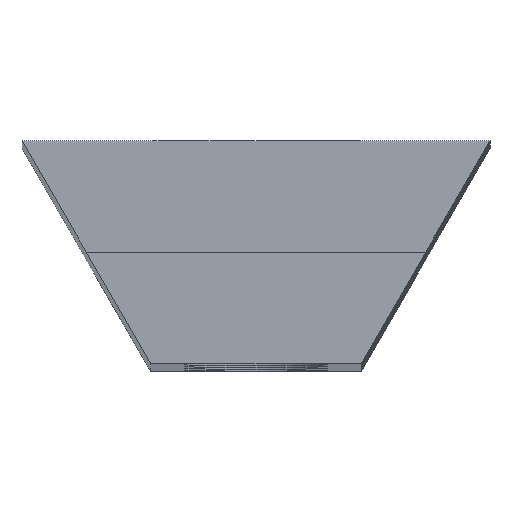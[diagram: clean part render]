
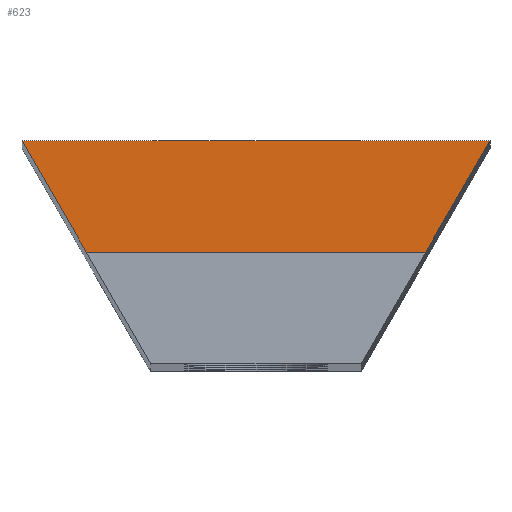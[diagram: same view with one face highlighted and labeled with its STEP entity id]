
A CAD part, top view. The second image highlights one B-rep face of the part: STEP entity #623.
In plain terms, the highlighted planar face has unit normal (0, 0, 1).
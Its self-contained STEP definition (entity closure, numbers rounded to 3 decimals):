
#39 = CARTESIAN_POINT ( 'NONE',  ( 10.5, 5., 101.6 ) ) ;
#87 = ORIENTED_EDGE ( 'NONE', *, *, #1113, .F. ) ;
#105 = VECTOR ( 'NONE', #1196, 1000. ) ;
#107 = VECTOR ( 'NONE', #1769, 1000. ) ;
#116 = AXIS2_PLACEMENT_3D ( 'NONE', #39, #1187, #199 ) ;
#180 = EDGE_CURVE ( 'NONE', #326, #1524, #557, .T. ) ;
#199 = DIRECTION ( 'NONE',  ( -1., 0., 0. ) ) ;
#245 = DIRECTION ( 'NONE',  ( 0.5, -0.866, 0. ) ) ;
#326 = VERTEX_POINT ( 'NONE', #1458 ) ;
#383 = CARTESIAN_POINT ( 'NONE',  ( 10.5, 5., 101.6 ) ) ;
#418 = CARTESIAN_POINT ( 'NONE',  ( -4.726, 0., 101.6 ) ) ;
#500 = ORIENTED_EDGE ( 'NONE', *, *, #1567, .T. ) ;
#509 = LINE ( 'NONE', #1036, #105 ) ;
#557 = LINE ( 'NONE', #1426, #107 ) ;
#565 = ORIENTED_EDGE ( 'NONE', *, *, #180, .T. ) ;
#584 = VECTOR ( 'NONE', #245, 1000. ) ;
#623 = ADVANCED_FACE ( 'NONE', ( #1141 ), #1521, .F. ) ;
#674 = EDGE_CURVE ( 'NONE', #1229, #326, #509, .T. ) ;
#823 = EDGE_LOOP ( 'NONE', ( #565, #500, #87, #1709 ) ) ;
#853 = LINE ( 'NONE', #383, #1741 ) ;
#1009 = VERTEX_POINT ( 'NONE', #1999 ) ;
#1036 = CARTESIAN_POINT ( 'NONE',  ( 10.5, 10., 101.6 ) ) ;
#1113 = EDGE_CURVE ( 'NONE', #1229, #1009, #853, .T. ) ;
#1141 = FACE_OUTER_BOUND ( 'NONE', #823, .T. ) ;
#1187 = DIRECTION ( 'NONE',  ( 0., 0., -1. ) ) ;
#1196 = DIRECTION ( 'NONE',  ( 0.5, 0.866, 0. ) ) ;
#1229 = VERTEX_POINT ( 'NONE', #1733 ) ;
#1426 = CARTESIAN_POINT ( 'NONE',  ( 10.5, 10., 101.6 ) ) ;
#1458 = CARTESIAN_POINT ( 'NONE',  ( 10.5, 10., 101.6 ) ) ;
#1462 = LINE ( 'NONE', #418, #584 ) ;
#1521 = PLANE ( 'NONE',  #116 ) ;
#1524 = VERTEX_POINT ( 'NONE', #1569 ) ;
#1546 = DIRECTION ( 'NONE',  ( -1., 0., 0. ) ) ;
#1567 = EDGE_CURVE ( 'NONE', #1524, #1009, #1462, .T. ) ;
#1569 = CARTESIAN_POINT ( 'NONE',  ( -10.5, 10., 101.6 ) ) ;
#1709 = ORIENTED_EDGE ( 'NONE', *, *, #674, .T. ) ;
#1733 = CARTESIAN_POINT ( 'NONE',  ( 7.613, 5., 101.6 ) ) ;
#1741 = VECTOR ( 'NONE', #1546, 1000. ) ;
#1769 = DIRECTION ( 'NONE',  ( -1., 0., 0. ) ) ;
#1999 = CARTESIAN_POINT ( 'NONE',  ( -7.613, 5., 101.6 ) ) ;
